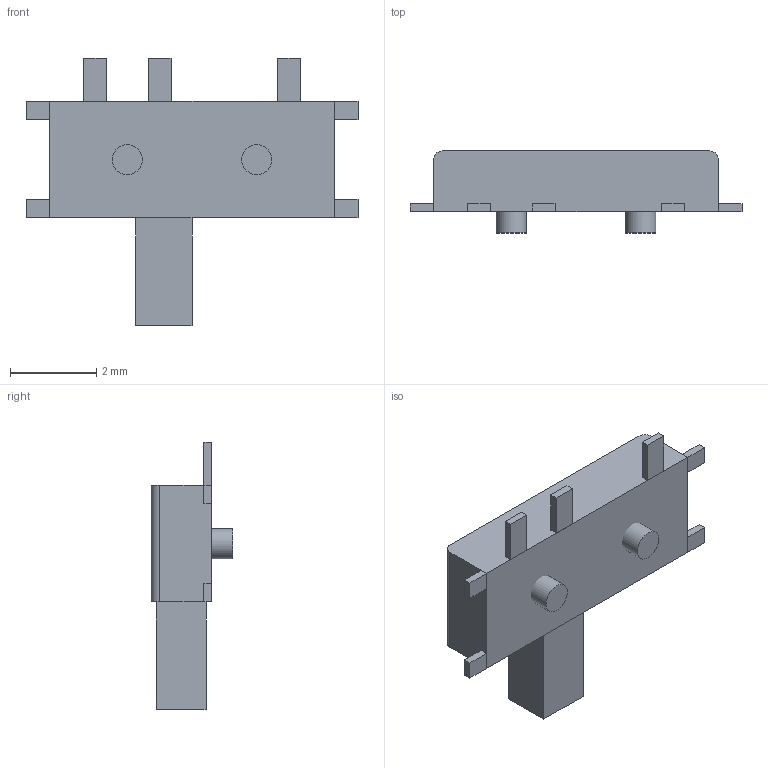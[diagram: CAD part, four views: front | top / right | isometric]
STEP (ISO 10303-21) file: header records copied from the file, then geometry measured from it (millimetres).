
FILE_DESCRIPTION(/* description */ (''),/* implementation_level */ '2;1');
FILE_NAME(/* name */ 'MK-12C02 v1.step',/* time_stamp */ '2025-07-29T05:35:36-04:00',/* author */ (''),/* organization */ (''),/* preprocessor_version */ 'ST-DEVELOPER v20.1',/* originating_system */ 'Autodesk Translation Framework v14.10.0.0',/* authorisation */ '');
FILE_SCHEMA (('AUTOMOTIVE_DESIGN { 1 0 10303 214 3 1 1 }'));
Length unit declared in the file: millimetre
Products named in the file (1): MK-12C02
Bounding box: 7.7 x 1.9 x 6.2 mm (x, y, z)
Volume: 29.6 mm3; surface area: 89 mm2
Topology: 11 solids, 11 shells, 62 faces, 120 edges, 80 vertices
Faces by surface type: plane 58, cylinder 4
Full cylindrical faces by diameter (mm): 0.7 x2
Entity records: 1589 total; most frequent: CARTESIAN_POINT 263, DIRECTION 254, ORIENTED_EDGE 240, EDGE_CURVE 120, LINE 112, VECTOR 112, VERTEX_POINT 80, AXIS2_PLACEMENT_3D 71
